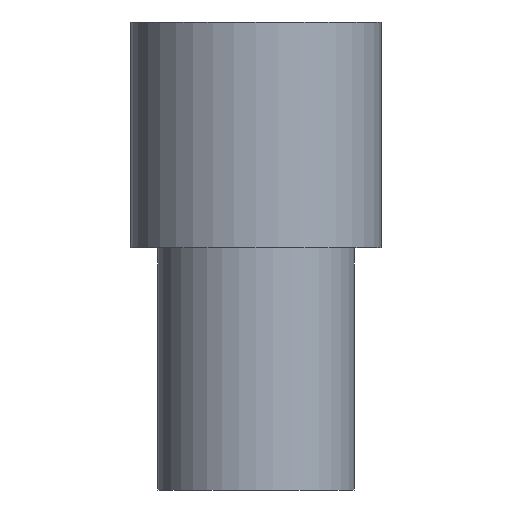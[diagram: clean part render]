
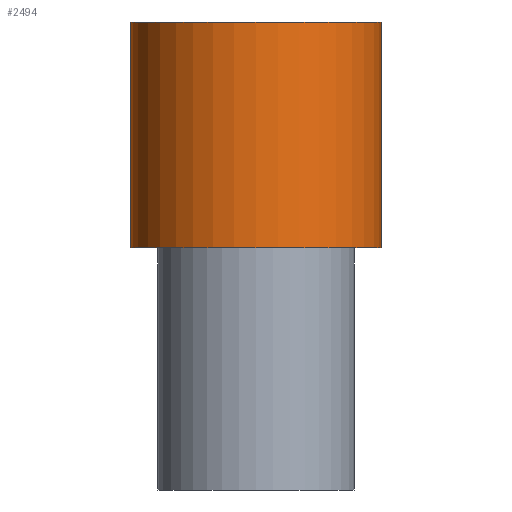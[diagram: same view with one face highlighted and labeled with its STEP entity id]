
A CAD part, left-side view. The second image highlights one B-rep face of the part: STEP entity #2494.
In plain terms, the highlighted cylindrical face has radius 15.5 mm (diameter 31 mm), a full revolution.
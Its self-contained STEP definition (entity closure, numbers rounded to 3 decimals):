
#23=CYLINDRICAL_SURFACE($,#2592,15.5);
#27=CIRCLE($,#2560,15.5);
#42=CIRCLE($,#2590,15.5);
#135=FACE_BOUND($,#437,.T.);
#272=FACE_OUTER_BOUND($,#436,.T.);
#436=EDGE_LOOP($,(#2264));
#437=EDGE_LOOP($,(#2265));
#1203=VERTEX_POINT($,#4694);
#1218=VERTEX_POINT($,#4739);
#1556=EDGE_CURVE($,#1203,#1203,#27,.T.);
#1571=EDGE_CURVE($,#1218,#1218,#42,.T.);
#2264=ORIENTED_EDGE($,*,*,#1556,.T.);
#2265=ORIENTED_EDGE($,*,*,#1571,.F.);
#2494=ADVANCED_FACE($,(#272,#135),#23,.T.);
#2560=AXIS2_PLACEMENT_3D($,#4695,#2923,#2924);
#2590=AXIS2_PLACEMENT_3D($,#4740,#2983,#2984);
#2592=AXIS2_PLACEMENT_3D($,#4743,#2987,#2988);
#2923=DIRECTION('center_axis',(0.,0.,-1.));
#2924=DIRECTION('ref_axis',(-1.,0.,0.));
#2983=DIRECTION('center_axis',(0.,0.,-1.));
#2984=DIRECTION('ref_axis',(-1.,0.,0.));
#2987=DIRECTION('center_axis',(0.,0.,1.));
#2988=DIRECTION('ref_axis',(-1.,0.,0.));
#4694=CARTESIAN_POINT('',(15.5,0.,58.));
#4695=CARTESIAN_POINT('Origin',(0.,0.,58.));
#4739=CARTESIAN_POINT('',(15.5,0.,30.));
#4740=CARTESIAN_POINT('Origin',(0.,0.,30.));
#4743=CARTESIAN_POINT('Origin',(0.,0.,30.));
